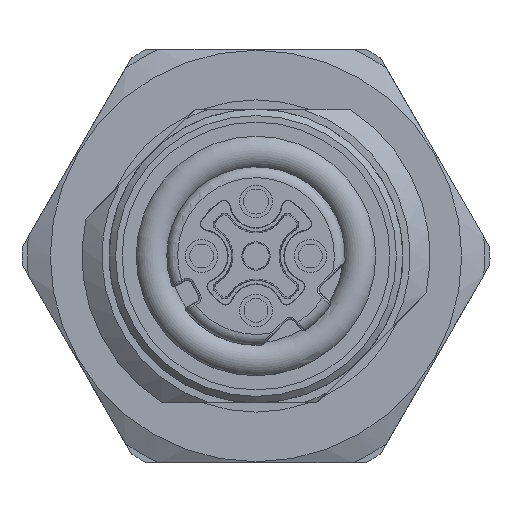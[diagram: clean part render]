
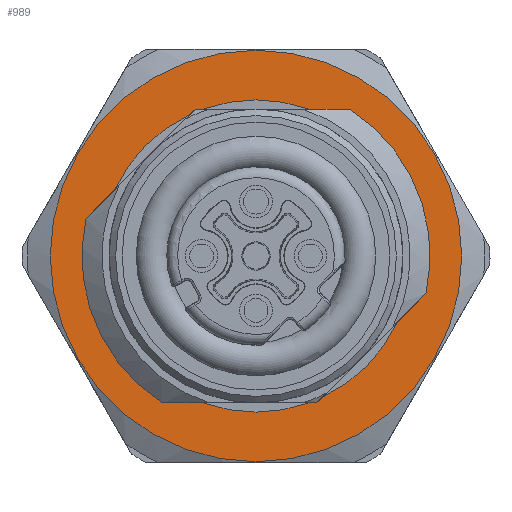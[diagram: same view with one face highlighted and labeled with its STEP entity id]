
A CAD part, front view. The second image highlights one B-rep face of the part: STEP entity #989.
In plain terms, the highlighted planar face has unit normal (0, -1, 0).
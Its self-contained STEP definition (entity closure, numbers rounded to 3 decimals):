
#551=LINE('',#6230,#770);
#552=LINE('',#6232,#771);
#553=LINE('',#6236,#772);
#554=LINE('',#6240,#773);
#555=LINE('',#6244,#774);
#556=LINE('',#6246,#775);
#557=LINE('',#6250,#776);
#558=LINE('',#6254,#777);
#770=VECTOR('',#4919,1.);
#771=VECTOR('',#4920,1.);
#772=VECTOR('',#4923,1.);
#773=VECTOR('',#4926,1.);
#774=VECTOR('',#4929,1.);
#775=VECTOR('',#4930,1.);
#776=VECTOR('',#4933,1.);
#777=VECTOR('',#4936,1.);
#989=ADVANCED_FACE('',(#1333,#1334),#1255,.T.);
#1255=PLANE('',#4357);
#1333=FACE_BOUND('',#1431,.T.);
#1334=FACE_BOUND('',#1432,.T.);
#1431=EDGE_LOOP('',(#1760));
#1432=EDGE_LOOP('',(#1761,#1762,#1763,#1764,#1765,#1766,#1767,#1768,#1769,
#1770,#1771,#1772,#1773,#1774));
#1760=ORIENTED_EDGE('',*,*,#3416,.F.);
#1761=ORIENTED_EDGE('',*,*,#3417,.F.);
#1762=ORIENTED_EDGE('',*,*,#3418,.T.);
#1763=ORIENTED_EDGE('',*,*,#3419,.F.);
#1764=ORIENTED_EDGE('',*,*,#3420,.F.);
#1765=ORIENTED_EDGE('',*,*,#3421,.F.);
#1766=ORIENTED_EDGE('',*,*,#3422,.F.);
#1767=ORIENTED_EDGE('',*,*,#3423,.F.);
#1768=ORIENTED_EDGE('',*,*,#3424,.F.);
#1769=ORIENTED_EDGE('',*,*,#3425,.F.);
#1770=ORIENTED_EDGE('',*,*,#3426,.F.);
#1771=ORIENTED_EDGE('',*,*,#3427,.F.);
#1772=ORIENTED_EDGE('',*,*,#3428,.F.);
#1773=ORIENTED_EDGE('',*,*,#3429,.F.);
#1774=ORIENTED_EDGE('',*,*,#3430,.T.);
#3010=VERTEX_POINT('',#6226);
#3011=VERTEX_POINT('',#6228);
#3012=VERTEX_POINT('',#6229);
#3013=VERTEX_POINT('',#6231);
#3014=VERTEX_POINT('',#6233);
#3015=VERTEX_POINT('',#6235);
#3016=VERTEX_POINT('',#6237);
#3017=VERTEX_POINT('',#6239);
#3018=VERTEX_POINT('',#6241);
#3019=VERTEX_POINT('',#6243);
#3020=VERTEX_POINT('',#6245);
#3021=VERTEX_POINT('',#6247);
#3022=VERTEX_POINT('',#6249);
#3023=VERTEX_POINT('',#6251);
#3024=VERTEX_POINT('',#6253);
#3416=EDGE_CURVE('',#3010,#3010,#4037,.T.);
#3417=EDGE_CURVE('',#3011,#3012,#4038,.T.);
#3418=EDGE_CURVE('',#3011,#3013,#551,.T.);
#3419=EDGE_CURVE('',#3014,#3013,#552,.T.);
#3420=EDGE_CURVE('',#3015,#3014,#4039,.T.);
#3421=EDGE_CURVE('',#3016,#3015,#553,.T.);
#3422=EDGE_CURVE('',#3017,#3016,#4040,.T.);
#3423=EDGE_CURVE('',#3018,#3017,#554,.T.);
#3424=EDGE_CURVE('',#3019,#3018,#4041,.T.);
#3425=EDGE_CURVE('',#3020,#3019,#555,.T.);
#3426=EDGE_CURVE('',#3021,#3020,#556,.T.);
#3427=EDGE_CURVE('',#3022,#3021,#4042,.T.);
#3428=EDGE_CURVE('',#3023,#3022,#557,.T.);
#3429=EDGE_CURVE('',#3024,#3023,#4043,.T.);
#3430=EDGE_CURVE('',#3024,#3012,#558,.T.);
#4037=CIRCLE('',#4350,9.45);
#4038=CIRCLE('',#4351,7.172);
#4039=CIRCLE('',#4352,7.172);
#4040=CIRCLE('',#4353,8.);
#4041=CIRCLE('',#4354,7.172);
#4042=CIRCLE('',#4355,7.172);
#4043=CIRCLE('',#4356,8.);
#4350=AXIS2_PLACEMENT_3D('',#6225,#4915,#4916);
#4351=AXIS2_PLACEMENT_3D('',#6227,#4917,#4918);
#4352=AXIS2_PLACEMENT_3D('',#6234,#4921,#4922);
#4353=AXIS2_PLACEMENT_3D('',#6238,#4924,#4925);
#4354=AXIS2_PLACEMENT_3D('',#6242,#4927,#4928);
#4355=AXIS2_PLACEMENT_3D('',#6248,#4931,#4932);
#4356=AXIS2_PLACEMENT_3D('',#6252,#4934,#4935);
#4357=AXIS2_PLACEMENT_3D('',#6255,#4937,#4938);
#4915=DIRECTION('',(0.,1.,0.));
#4916=DIRECTION('',(0.866,0.,0.5));
#4917=DIRECTION('',(0.,-1.,0.));
#4918=DIRECTION('',(-0.866,0.,-0.5));
#4919=DIRECTION('',(-0.707,0.,-0.707));
#4920=DIRECTION('',(1.,0.,0.));
#4921=DIRECTION('',(0.,-1.,0.));
#4922=DIRECTION('',(-0.866,0.,-0.5));
#4923=DIRECTION('',(1.,0.,0.));
#4924=DIRECTION('',(0.,-1.,0.));
#4925=DIRECTION('',(0.,0.,1.));
#4926=DIRECTION('',(-0.707,0.,-0.707));
#4927=DIRECTION('',(0.,-1.,0.));
#4928=DIRECTION('',(-0.866,0.,-0.5));
#4929=DIRECTION('',(-0.707,0.,-0.707));
#4930=DIRECTION('',(-1.,0.,0.));
#4931=DIRECTION('',(0.,-1.,0.));
#4932=DIRECTION('',(-0.866,0.,-0.5));
#4933=DIRECTION('',(-1.,0.,0.));
#4934=DIRECTION('',(0.,-1.,0.));
#4935=DIRECTION('',(0.,0.,1.));
#4936=DIRECTION('',(-0.707,0.,-0.707));
#4937=DIRECTION('',(0.,-1.,0.));
#4938=DIRECTION('',(-0.866,0.,-0.5));
#6225=CARTESIAN_POINT('',(50.,41.2,0.));
#6226=CARTESIAN_POINT('',(58.184,41.2,4.725));
#6227=CARTESIAN_POINT('',(50.,41.2,0.));
#6228=CARTESIAN_POINT('',(53.059,41.2,-6.487));
#6229=CARTESIAN_POINT('',(56.487,41.2,-3.059));
#6230=CARTESIAN_POINT('',(51.737,41.2,-7.809));
#6231=CARTESIAN_POINT('',(52.796,41.2,-6.75));
#6232=CARTESIAN_POINT('',(59.5,41.2,-6.75));
#6233=CARTESIAN_POINT('',(52.424,41.2,-6.75));
#6234=CARTESIAN_POINT('',(50.,41.2,0.));
#6235=CARTESIAN_POINT('',(47.576,41.2,-6.75));
#6236=CARTESIAN_POINT('',(59.5,41.2,-6.75));
#6237=CARTESIAN_POINT('',(45.706,41.2,-6.75));
#6238=CARTESIAN_POINT('',(50.,41.2,0.));
#6239=CARTESIAN_POINT('',(42.191,41.2,1.737));
#6240=CARTESIAN_POINT('',(42.191,41.2,1.737));
#6241=CARTESIAN_POINT('',(43.513,41.2,3.059));
#6242=CARTESIAN_POINT('',(50.,41.2,0.));
#6243=CARTESIAN_POINT('',(46.941,41.2,6.487));
#6244=CARTESIAN_POINT('',(42.191,41.2,1.737));
#6245=CARTESIAN_POINT('',(47.204,41.2,6.75));
#6246=CARTESIAN_POINT('',(40.5,41.2,6.75));
#6247=CARTESIAN_POINT('',(47.576,41.2,6.75));
#6248=CARTESIAN_POINT('',(50.,41.2,0.));
#6249=CARTESIAN_POINT('',(52.424,41.2,6.75));
#6250=CARTESIAN_POINT('',(40.5,41.2,6.75));
#6251=CARTESIAN_POINT('',(54.294,41.2,6.75));
#6252=CARTESIAN_POINT('',(50.,41.2,0.));
#6253=CARTESIAN_POINT('',(57.809,41.2,-1.737));
#6254=CARTESIAN_POINT('',(51.737,41.2,-7.809));
#6255=CARTESIAN_POINT('',(50.,41.2,0.));
